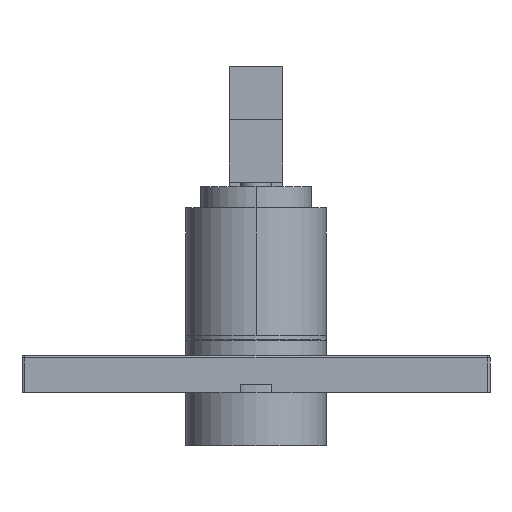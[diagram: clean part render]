
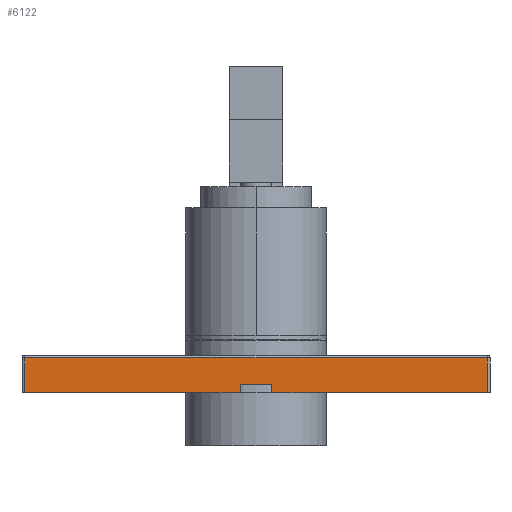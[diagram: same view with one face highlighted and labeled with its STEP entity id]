
A CAD part, front view. The second image highlights one B-rep face of the part: STEP entity #6122.
In plain terms, the highlighted face is planar.
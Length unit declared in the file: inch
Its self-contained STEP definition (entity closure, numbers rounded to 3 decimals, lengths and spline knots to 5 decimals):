
#1541=DIRECTION('',(1.,0.,0.));
#1542=VECTOR('',#1541,2.5325);
#1543=CARTESIAN_POINT('',(0.1875,0.,4.125));
#1544=LINE('',#1543,#1542);
#1577=DIRECTION('',(1.,0.,0.));
#1578=VECTOR('',#1577,2.5325);
#1579=CARTESIAN_POINT('',(-2.72,0.,4.125));
#1580=LINE('',#1579,#1578);
#1672=DIRECTION('',(0.,1.,0.));
#1673=VECTOR('',#1672,0.1);
#1674=CARTESIAN_POINT('',(0.1875,0.,4.125));
#1675=LINE('',#1674,#1673);
#1676=DIRECTION('',(-1.,0.,0.));
#1677=VECTOR('',#1676,0.375);
#1678=CARTESIAN_POINT('',(0.1875,0.1,4.125));
#1679=LINE('',#1678,#1677);
#1680=DIRECTION('',(0.,1.,0.));
#1681=VECTOR('',#1680,0.1);
#1682=CARTESIAN_POINT('',(-0.1875,0.,4.125));
#1683=LINE('',#1682,#1681);
#1684=DIRECTION('',(0.,-1.,0.));
#1685=VECTOR('',#1684,0.408);
#1686=CARTESIAN_POINT('',(-2.72,0.408,4.125));
#1687=LINE('',#1686,#1685);
#1688=DIRECTION('',(1.,0.,0.));
#1689=VECTOR('',#1688,5.44);
#1690=CARTESIAN_POINT('',(-2.72,0.408,4.125));
#1691=LINE('',#1690,#1689);
#1692=DIRECTION('',(0.,-1.,0.));
#1693=VECTOR('',#1692,0.408);
#1694=CARTESIAN_POINT('',(2.72,0.408,4.125));
#1695=LINE('',#1694,#1693);
#4821=CARTESIAN_POINT('',(2.72,0.,4.125));
#4823=VERTEX_POINT('',#4821);
#4824=CARTESIAN_POINT('',(-2.72,0.,4.125));
#4826=VERTEX_POINT('',#4824);
#4828=CARTESIAN_POINT('',(2.72,0.408,4.125));
#4830=VERTEX_POINT('',#4828);
#4850=CARTESIAN_POINT('',(-2.72,0.408,4.125));
#4851=VERTEX_POINT('',#4850);
#4852=CARTESIAN_POINT('',(0.1875,0.,4.125));
#4854=VERTEX_POINT('',#4852);
#4856=CARTESIAN_POINT('',(-0.1875,0.,4.125));
#4858=VERTEX_POINT('',#4856);
#4860=CARTESIAN_POINT('',(0.1875,0.1,4.125));
#4861=VERTEX_POINT('',#4860);
#4862=CARTESIAN_POINT('',(-0.1875,0.1,4.125));
#4863=VERTEX_POINT('',#4862);
#6103=CARTESIAN_POINT('',(-2.75,0.,4.125));
#6104=DIRECTION('',(0.,0.,1.));
#6105=DIRECTION('',(1.,0.,0.));
#6106=AXIS2_PLACEMENT_3D('',#6103,#6104,#6105);
#6107=PLANE('',#6106);
#6108=ORIENTED_EDGE('',*,*,#6001,.T.);
#6110=ORIENTED_EDGE('',*,*,#6109,.T.);
#6111=ORIENTED_EDGE('',*,*,#6095,.F.);
#6112=ORIENTED_EDGE('',*,*,#5968,.F.);
#6114=ORIENTED_EDGE('',*,*,#6113,.F.);
#6116=ORIENTED_EDGE('',*,*,#6115,.T.);
#6118=ORIENTED_EDGE('',*,*,#6117,.T.);
#6119=ORIENTED_EDGE('',*,*,#5952,.F.);
#6120=EDGE_LOOP('',(#6108,#6110,#6111,#6112,#6114,#6116,#6118,#6119));
#6121=FACE_OUTER_BOUND('',#6120,.F.);
#6122=ADVANCED_FACE('',(#6121),#6107,.T.);
#5952=EDGE_CURVE('',#4854,#4823,#1544,.T.);
#5968=EDGE_CURVE('',#4826,#4858,#1580,.T.);
#6001=EDGE_CURVE('',#4854,#4861,#1675,.T.);
#6095=EDGE_CURVE('',#4858,#4863,#1683,.T.);
#6109=EDGE_CURVE('',#4861,#4863,#1679,.T.);
#6113=EDGE_CURVE('',#4851,#4826,#1687,.T.);
#6115=EDGE_CURVE('',#4851,#4830,#1691,.T.);
#6117=EDGE_CURVE('',#4830,#4823,#1695,.T.);
